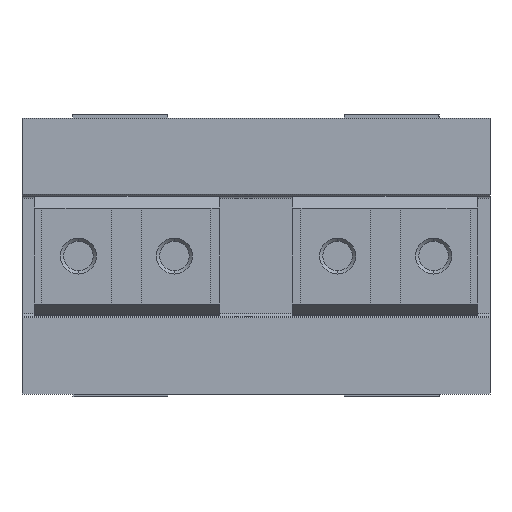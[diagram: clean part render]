
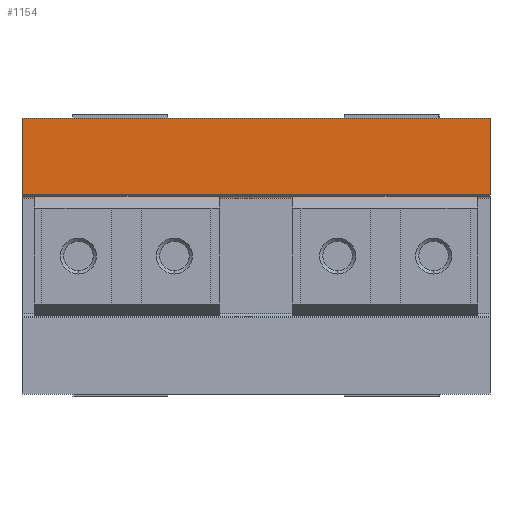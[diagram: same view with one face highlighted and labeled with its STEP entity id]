
A CAD part, left-side view. The second image highlights one B-rep face of the part: STEP entity #1154.
In plain terms, the highlighted planar face has unit normal (-1, 0, 0).
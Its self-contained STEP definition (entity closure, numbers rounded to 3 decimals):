
#71 = EDGE_CURVE ( 'NONE', #6104, #4198, #3972, .T. ) ;
#75 = ORIENTED_EDGE ( 'NONE', *, *, #7739, .F. ) ;
#134 = AXIS2_PLACEMENT_3D ( 'NONE', #2269, #8070, #4191 ) ;
#384 = ORIENTED_EDGE ( 'NONE', *, *, #3195, .F. ) ;
#692 = ORIENTED_EDGE ( 'NONE', *, *, #4384, .T. ) ;
#905 = CARTESIAN_POINT ( 'NONE',  ( -50., 19.5, -11.5 ) ) ;
#970 = LINE ( 'NONE', #5927, #2485 ) ;
#1154 = ADVANCED_FACE ( 'NONE', ( #5042 ), #7425, .F. ) ;
#2269 = CARTESIAN_POINT ( 'NONE',  ( -50., 0., 0. ) ) ;
#2347 = VECTOR ( 'NONE', #6066, 1000. ) ;
#2485 = VECTOR ( 'NONE', #6573, 1000. ) ;
#2867 = EDGE_LOOP ( 'NONE', ( #692, #5224, #384, #75 ) ) ;
#3195 = EDGE_CURVE ( 'NONE', #4597, #6104, #7643, .T. ) ;
#3268 = VERTEX_POINT ( 'NONE', #7957 ) ;
#3332 = DIRECTION ( 'NONE',  ( 0., -1., 0. ) ) ;
#3743 = CARTESIAN_POINT ( 'NONE',  ( -50., -19.5, 11.5 ) ) ;
#3972 = LINE ( 'NONE', #3743, #7010 ) ;
#4191 = DIRECTION ( 'NONE',  ( 0., 0., -1. ) ) ;
#4198 = VERTEX_POINT ( 'NONE', #6671 ) ;
#4285 = CARTESIAN_POINT ( 'NONE',  ( -50., -19.5, 11.5 ) ) ;
#4384 = EDGE_CURVE ( 'NONE', #3268, #4198, #970, .T. ) ;
#4597 = VERTEX_POINT ( 'NONE', #6151 ) ;
#5042 = FACE_OUTER_BOUND ( 'NONE', #2867, .T. ) ;
#5224 = ORIENTED_EDGE ( 'NONE', *, *, #71, .F. ) ;
#5784 = LINE ( 'NONE', #905, #2347 ) ;
#5927 = CARTESIAN_POINT ( 'NONE',  ( -50., 19.5, 5.141 ) ) ;
#6066 = DIRECTION ( 'NONE',  ( 0., 0., 1. ) ) ;
#6104 = VERTEX_POINT ( 'NONE', #4285 ) ;
#6151 = CARTESIAN_POINT ( 'NONE',  ( -50., 19.5, 11.5 ) ) ;
#6339 = VECTOR ( 'NONE', #3332, 1000. ) ;
#6573 = DIRECTION ( 'NONE',  ( 0., -1., 0. ) ) ;
#6671 = CARTESIAN_POINT ( 'NONE',  ( -50., -19.5, 5.141 ) ) ;
#6965 = DIRECTION ( 'NONE',  ( 0., 0., -1. ) ) ;
#7010 = VECTOR ( 'NONE', #6965, 1000. ) ;
#7425 = PLANE ( 'NONE',  #134 ) ;
#7643 = LINE ( 'NONE', #7873, #6339 ) ;
#7739 = EDGE_CURVE ( 'NONE', #3268, #4597, #5784, .T. ) ;
#7873 = CARTESIAN_POINT ( 'NONE',  ( -50., 19.5, 11.5 ) ) ;
#7957 = CARTESIAN_POINT ( 'NONE',  ( -50., 19.5, 5.141 ) ) ;
#8070 = DIRECTION ( 'NONE',  ( 1., 0., 0. ) ) ;
